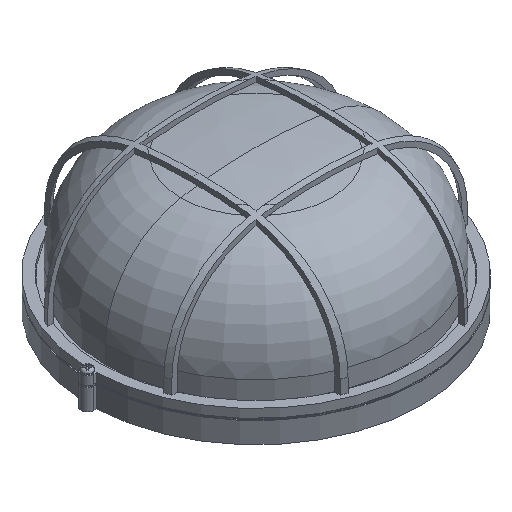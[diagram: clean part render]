
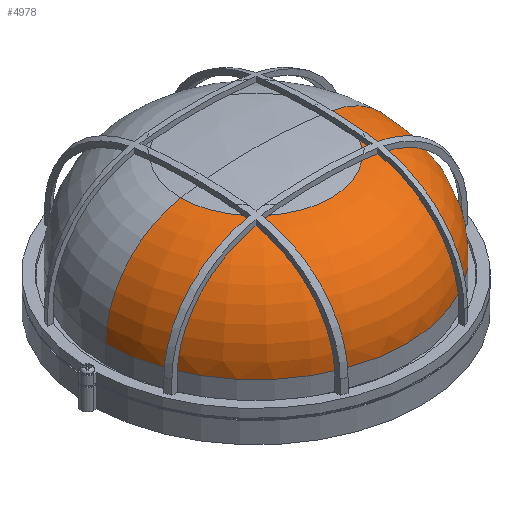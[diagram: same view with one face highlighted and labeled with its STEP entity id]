
A CAD part, isometric view. The second image highlights one B-rep face of the part: STEP entity #4978.
In plain terms, the highlighted toroidal (fillet/blend) face has major radius 43.093 mm and minor radius 64.407 mm.
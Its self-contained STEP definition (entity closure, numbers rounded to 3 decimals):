
#41 = TOROIDAL_SURFACE ( 'NONE', #315, 43.093, 64.407 ) ;
#315 = AXIS2_PLACEMENT_3D ( 'NONE', #566, #1081, #3681 ) ;
#566 = CARTESIAN_POINT ( 'NONE',  ( 0., 0., 32.5 ) ) ;
#1001 = EDGE_CURVE ( 'NONE', #2782, #4059, #2228, .T. ) ;
#1081 = DIRECTION ( 'NONE',  ( 0., 0., -1. ) ) ;
#1426 = FACE_OUTER_BOUND ( 'NONE', #2084, .T. ) ;
#1693 = CARTESIAN_POINT ( 'NONE',  ( -43.093, 0., 32.5 ) ) ;
#1739 = CARTESIAN_POINT ( 'NONE',  ( 0., 0., 32.5 ) ) ;
#1918 = CARTESIAN_POINT ( 'NONE',  ( -53.758, 0., 96.018 ) ) ;
#2084 = EDGE_LOOP ( 'NONE', ( #3706, #5557, #2467, #4430 ) ) ;
#2204 = DIRECTION ( 'NONE',  ( 0., 0., -1. ) ) ;
#2228 = CIRCLE ( 'NONE', #4540, 64.407 ) ;
#2256 = DIRECTION ( 'NONE',  ( -1., 0., 0. ) ) ;
#2350 = CARTESIAN_POINT ( 'NONE',  ( 0., 0., 96.018 ) ) ;
#2467 = ORIENTED_EDGE ( 'NONE', *, *, #4001, .T. ) ;
#2569 = CIRCLE ( 'NONE', #5519, 107.5 ) ;
#2661 = CARTESIAN_POINT ( 'NONE',  ( -107.5, 0., 32.5 ) ) ;
#2700 = CARTESIAN_POINT ( 'NONE',  ( 53.758, 0., 96.018 ) ) ;
#2726 = CARTESIAN_POINT ( 'NONE',  ( 43.093, 0., 32.5 ) ) ;
#2782 = VERTEX_POINT ( 'NONE', #2700 ) ;
#2878 = DIRECTION ( 'NONE',  ( -1., 0., 0. ) ) ;
#3244 = DIRECTION ( 'NONE',  ( -1., 0., 0. ) ) ;
#3681 = DIRECTION ( 'NONE',  ( -1., 0., 0. ) ) ;
#3706 = ORIENTED_EDGE ( 'NONE', *, *, #1001, .F. ) ;
#3791 = AXIS2_PLACEMENT_3D ( 'NONE', #1693, #5308, #2204 ) ;
#4001 = EDGE_CURVE ( 'NONE', #4800, #6263, #4273, .T. ) ;
#4059 = VERTEX_POINT ( 'NONE', #5334 ) ;
#4068 = EDGE_CURVE ( 'NONE', #4059, #6263, #2569, .T. ) ;
#4075 = EDGE_CURVE ( 'NONE', #2782, #4800, #5327, .T. ) ;
#4273 = CIRCLE ( 'NONE', #3791, 64.407 ) ;
#4430 = ORIENTED_EDGE ( 'NONE', *, *, #4068, .F. ) ;
#4540 = AXIS2_PLACEMENT_3D ( 'NONE', #2726, #6361, #3244 ) ;
#4800 = VERTEX_POINT ( 'NONE', #1918 ) ;
#4978 = ADVANCED_FACE ( 'NONE', ( #1426 ), #41, .T. ) ;
#5308 = DIRECTION ( 'NONE',  ( 0., -1., 0. ) ) ;
#5327 = CIRCLE ( 'NONE', #6579, 53.758 ) ;
#5334 = CARTESIAN_POINT ( 'NONE',  ( 107.5, 0., 32.5 ) ) ;
#5364 = DIRECTION ( 'NONE',  ( 0., 0., -1. ) ) ;
#5519 = AXIS2_PLACEMENT_3D ( 'NONE', #1739, #5364, #2256 ) ;
#5557 = ORIENTED_EDGE ( 'NONE', *, *, #4075, .T. ) ;
#5980 = DIRECTION ( 'NONE',  ( 0., 0., -1. ) ) ;
#6263 = VERTEX_POINT ( 'NONE', #2661 ) ;
#6361 = DIRECTION ( 'NONE',  ( 0., 1., 0. ) ) ;
#6579 = AXIS2_PLACEMENT_3D ( 'NONE', #2350, #5980, #2878 ) ;
